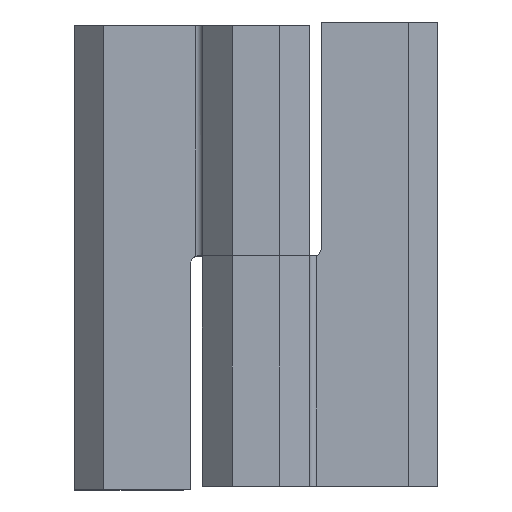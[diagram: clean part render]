
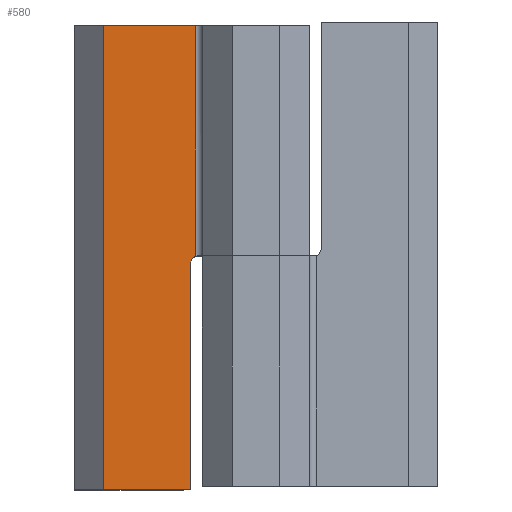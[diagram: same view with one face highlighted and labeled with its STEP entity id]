
A CAD part, top view. The second image highlights one B-rep face of the part: STEP entity #580.
In plain terms, the highlighted planar face has unit normal (0, 0, 1).
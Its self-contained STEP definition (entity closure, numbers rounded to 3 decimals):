
#580=ADVANCED_FACE('',(#1222),#1223,.F.);
#1222=FACE_OUTER_BOUND('',#1921,.T.);
#1223=PLANE('',#1922);
#1921=EDGE_LOOP('',(#3713,#3714,#3715,#3716,#3717,#3718));
#1922=AXIS2_PLACEMENT_3D('',#3719,#3720,#3721);
#3713=ORIENTED_EDGE('',*,*,#4826,.T.);
#3714=ORIENTED_EDGE('',*,*,#4485,.F.);
#3715=ORIENTED_EDGE('',*,*,#4909,.F.);
#3716=ORIENTED_EDGE('',*,*,#4910,.T.);
#3717=ORIENTED_EDGE('',*,*,#4451,.T.);
#3718=ORIENTED_EDGE('',*,*,#4595,.F.);
#3719=CARTESIAN_POINT('',(-25.0,32.0,11.0));
#3720=DIRECTION('',(0.0,0.0,-1.0));
#3721=DIRECTION('',(0.0,1.0,0.0));
#4451=EDGE_CURVE('',#5311,#5309,#5312,.T.);
#4485=EDGE_CURVE('',#5363,#5365,#5366,.T.);
#4595=EDGE_CURVE('',#5544,#5309,#5546,.T.);
#4826=EDGE_CURVE('',#5544,#5365,#5871,.T.);
#4909=EDGE_CURVE('',#5965,#5363,#5966,.T.);
#4910=EDGE_CURVE('',#5965,#5311,#5967,.T.);
#5309=VERTEX_POINT('',#6590);
#5311=VERTEX_POINT('',#6592);
#5312=LINE('',#6593,#6594);
#5363=VERTEX_POINT('',#6666);
#5365=VERTEX_POINT('',#6669);
#5366=LINE('',#6670,#6671);
#5544=VERTEX_POINT('',#6927);
#5546=LINE('',#6930,#6931);
#5871=LINE('',#7705,#7706);
#5965=VERTEX_POINT('',#8029);
#5966=LINE('',#8030,#8031);
#5967=CIRCLE('',#8032,1.0);
#6590=CARTESIAN_POINT('',(-8.324,32.0,11.0));
#6592=CARTESIAN_POINT('',(-8.324,0.196,11.0));
#6593=CARTESIAN_POINT('',(-8.324,32.0,11.0));
#6594=VECTOR('',#8393,1.0);
#6666=CARTESIAN_POINT('',(-9.0,-32.0,11.0));
#6669=CARTESIAN_POINT('',(-21.0,-32.0,11.0));
#6670=CARTESIAN_POINT('',(-9.0,-32.0,11.0));
#6671=VECTOR('',#8429,1.0);
#6927=CARTESIAN_POINT('',(-21.0,32.0,11.0));
#6930=CARTESIAN_POINT('',(-25.0,32.0,11.0));
#6931=VECTOR('',#8556,1.0);
#7705=CARTESIAN_POINT('',(-21.0,-32.0,11.0));
#7706=VECTOR('',#8785,1.0);
#8029=CARTESIAN_POINT('',(-9.0,-0.75,11.0));
#8030=CARTESIAN_POINT('',(-9.0,0.0,11.0));
#8031=VECTOR('',#8851,1.0);
#8032=AXIS2_PLACEMENT_3D('',#8852,#8853,#8854);
#8393=DIRECTION('',(0.0,1.0,0.0));
#8429=DIRECTION('',(-1.0,0.0,0.0));
#8556=DIRECTION('',(1.0,0.0,0.0));
#8785=DIRECTION('',(0.,-1.0,0.0));
#8851=DIRECTION('',(0.,-1.0,0.0));
#8852=CARTESIAN_POINT('',(-8.0,-0.75,11.0));
#8853=DIRECTION('',(0.0,0.0,-1.0));
#8854=DIRECTION('',(-1.0,0.0,0.0));
